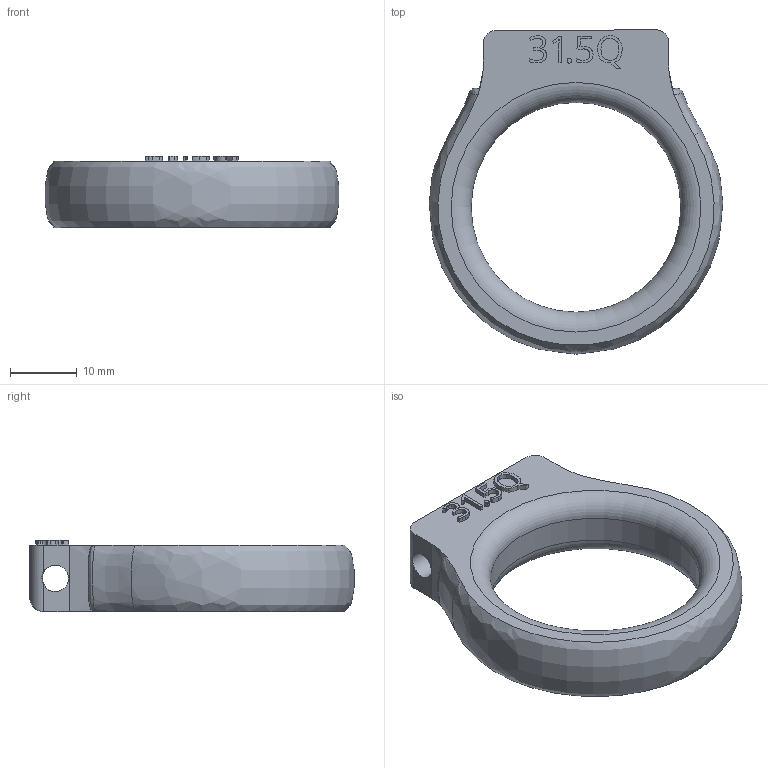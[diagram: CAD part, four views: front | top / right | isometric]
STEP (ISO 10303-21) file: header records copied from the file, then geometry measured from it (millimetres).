
FILE_DESCRIPTION(/* description */ ('STEP AP242','CAx-IF Rec.Pracs.---Representation and Presentation of Product Manufacturing Information (PMI)---4.0---2014-10-13','CAx-IF Rec.Pracs.---3D Tessellated Geometry---0.4---2014-09-14','2;1','CAx-IF Rec.Pracs.---User Defined Attributes---1.5---2016-08-15'),/* implementation_level */ '2;1');
FILE_NAME(/* name */ '691cf3b0f4f0f5f9f8849365',/* time_stamp */ '2025-11-18T22:31:13Z',/* author */ (''),/* organization */ (''),/* preprocessor_version */ 'ST-DEVELOPER v20',/* originating_system */ 'ONSHAPE BY PTC INC, 1.206',/* authorisation */ ' ');
FILE_SCHEMA (('AP242_MANAGED_MODEL_BASED_3D_ENGINEERING_MIM_LF { 1 0 10303 442 1 1 4 }'));
Length unit declared in the file: metre
Products named in the file (1): RIng
Bounding box: 44.08 x 48.7 x 10.7 mm (x, y, z)
Volume: 8255.3 mm3; surface area: 4278.4 mm2
Topology: 1 solids, 1 shells, 111 faces, 307 edges, 202 vertices
Faces by surface type: bspline 53, plane 36, cylinder 20, torus 2
Full cylindrical faces by diameter (mm): 4 x1, 31.5 x1
Entity records: 4092 total; most frequent: CARTESIAN_POINT 1625, ORIENTED_EDGE 604, DIRECTION 334, EDGE_CURVE 302, VERTEX_POINT 201, LINE 130, VECTOR 130, B_SPLINE_CURVE_WITH_KNOTS 129
